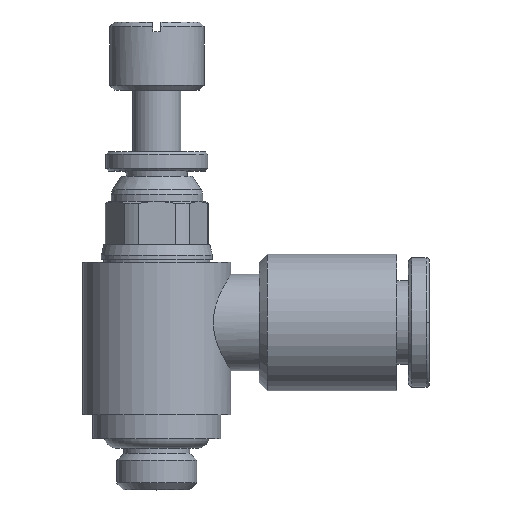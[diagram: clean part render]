
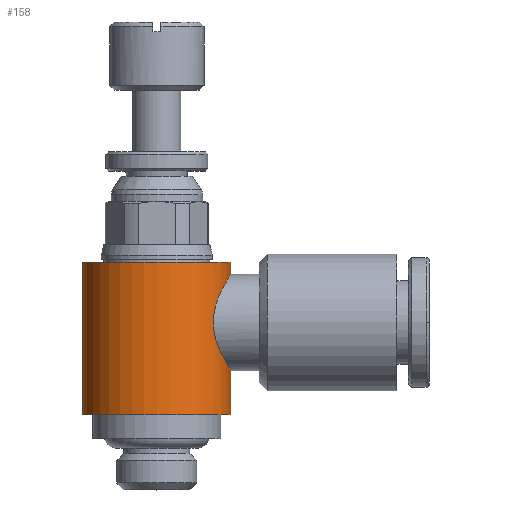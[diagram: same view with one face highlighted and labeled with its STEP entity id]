
A CAD part, top view. The second image highlights one B-rep face of the part: STEP entity #158.
In plain terms, the highlighted cylindrical face has radius 4.625 mm (diameter 9.25 mm), a partial arc.
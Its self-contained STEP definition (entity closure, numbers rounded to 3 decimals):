
#158=ADVANCED_FACE('',(#399),#400,.T.);
#399=FACE_OUTER_BOUND('',#644,.T.);
#400=CYLINDRICAL_SURFACE('',#645,4.625);
#644=EDGE_LOOP('',(#1510,#1511,#1512,#1513,#1514,#1515));
#645=AXIS2_PLACEMENT_3D('',#1516,#1517,#1518);
#1510=ORIENTED_EDGE('',*,*,#1541,.T.);
#1511=ORIENTED_EDGE('',*,*,#1623,.T.);
#1512=ORIENTED_EDGE('',*,*,#1545,.T.);
#1513=ORIENTED_EDGE('',*,*,#1799,.F.);
#1514=ORIENTED_EDGE('',*,*,#1543,.T.);
#1515=ORIENTED_EDGE('',*,*,#1800,.F.);
#1516=CARTESIAN_POINT('',(0.0,4.75,0.0));
#1517=DIRECTION('',(-0.0,1.0,0.0));
#1518=DIRECTION('',(1.0,0.0,0.0));
#1541=EDGE_CURVE('',#1815,#1816,#1817,.T.);
#1543=EDGE_CURVE('',#1820,#1818,#1821,.T.);
#1545=EDGE_CURVE('',#1824,#1822,#1825,.T.);
#1623=EDGE_CURVE('',#1816,#1824,#1966,.T.);
#1799=EDGE_CURVE('',#1820,#1822,#2235,.T.);
#1800=EDGE_CURVE('',#1815,#1818,#2236,.T.);
#1815=VERTEX_POINT('',#2251);
#1816=VERTEX_POINT('',#2252);
#1817=LINE('',#2253,#2254);
#1818=VERTEX_POINT('',#2255);
#1820=VERTEX_POINT('',#2257);
#1821=LINE('',#2258,#2259);
#1822=VERTEX_POINT('',#2260);
#1824=VERTEX_POINT('',#2262);
#1825=LINE('',#2263,#2264);
#1966=B_SPLINE_CURVE_WITH_KNOTS('',3,(#2492,#2493,#2494,#2495,#2496,#2497,#2498,#2499,#2500,#2501,#2502,#2503,#2504,#2505,#2506,#2507,#2508,#2509,#2510,#2511,#2512,#2513,#2514,#2515,#2516,#2517,#2518,#2519,#2520,#2521,#2522,#2523,#2524,#2525),.UNSPECIFIED.,.F.,.F.,(4,2,2,2,2,2,2,2,2,2,2,2,2,2,2,2,4),(4.695,5.279,5.863,6.447,7.031,7.621,8.211,8.8,9.39,9.98,10.569,11.159,11.749,12.333,12.917,13.501,14.085),.UNSPECIFIED.);
#2235=CIRCLE('',#3102,4.625);
#2236=CIRCLE('',#3103,4.625);
#2251=CARTESIAN_POINT('',(4.625,0.0,0.0));
#2252=CARTESIAN_POINT('',(4.625,2.75,0.));
#2253=CARTESIAN_POINT('',(4.625,4.75,0.));
#2254=VECTOR('',#3128,1.0);
#2255=CARTESIAN_POINT('',(-4.625,0.0,0.));
#2257=CARTESIAN_POINT('',(-4.625,9.5,0.));
#2258=CARTESIAN_POINT('',(-4.625,4.75,0.));
#2259=VECTOR('',#3132,1.0);
#2260=CARTESIAN_POINT('',(4.625,9.5,0.0));
#2262=CARTESIAN_POINT('',(4.625,8.75,0.));
#2263=CARTESIAN_POINT('',(4.625,4.75,0.));
#2264=VECTOR('',#3136,1.0);
#2492=CARTESIAN_POINT('',(4.625,2.75,0.));
#2493=CARTESIAN_POINT('',(4.625,2.75,0.195));
#2494=CARTESIAN_POINT('',(4.612,2.769,0.394));
#2495=CARTESIAN_POINT('',(4.562,2.848,0.787));
#2496=CARTESIAN_POINT('',(4.524,2.908,0.981));
#2497=CARTESIAN_POINT('',(4.428,3.063,1.349));
#2498=CARTESIAN_POINT('',(4.37,3.159,1.524));
#2499=CARTESIAN_POINT('',(4.244,3.377,1.845));
#2500=CARTESIAN_POINT('',(4.177,3.499,1.992));
#2501=CARTESIAN_POINT('',(4.042,3.759,2.252));
#2502=CARTESIAN_POINT('',(3.971,3.906,2.375));
#2503=CARTESIAN_POINT('',(3.832,4.228,2.592));
#2504=CARTESIAN_POINT('',(3.765,4.402,2.687));
#2505=CARTESIAN_POINT('',(3.65,4.768,2.842));
#2506=CARTESIAN_POINT('',(3.602,4.961,2.901));
#2507=CARTESIAN_POINT('',(3.537,5.353,2.98));
#2508=CARTESIAN_POINT('',(3.52,5.553,3.0));
#2509=CARTESIAN_POINT('',(3.52,5.947,3.0));
#2510=CARTESIAN_POINT('',(3.537,6.147,2.98));
#2511=CARTESIAN_POINT('',(3.602,6.539,2.901));
#2512=CARTESIAN_POINT('',(3.65,6.732,2.842));
#2513=CARTESIAN_POINT('',(3.765,7.098,2.687));
#2514=CARTESIAN_POINT('',(3.832,7.272,2.592));
#2515=CARTESIAN_POINT('',(3.971,7.594,2.375));
#2516=CARTESIAN_POINT('',(4.042,7.741,2.252));
#2517=CARTESIAN_POINT('',(4.177,8.001,1.992));
#2518=CARTESIAN_POINT('',(4.244,8.123,1.845));
#2519=CARTESIAN_POINT('',(4.37,8.341,1.524));
#2520=CARTESIAN_POINT('',(4.428,8.437,1.349));
#2521=CARTESIAN_POINT('',(4.524,8.592,0.981));
#2522=CARTESIAN_POINT('',(4.562,8.652,0.787));
#2523=CARTESIAN_POINT('',(4.612,8.731,0.394));
#2524=CARTESIAN_POINT('',(4.625,8.75,0.195));
#2525=CARTESIAN_POINT('',(4.625,8.75,0.));
#3102=AXIS2_PLACEMENT_3D('',#3633,#3634,#3635);
#3103=AXIS2_PLACEMENT_3D('',#3636,#3637,#3638);
#3128=DIRECTION('',(0.0,1.0,0.0));
#3132=DIRECTION('',(-0.0,-1.0,-0.0));
#3136=DIRECTION('',(0.0,1.0,0.0));
#3633=CARTESIAN_POINT('',(0.0,9.5,0.0));
#3634=DIRECTION('',(-0.0,1.0,0.0));
#3635=DIRECTION('',(1.0,0.0,0.0));
#3636=CARTESIAN_POINT('',(0.0,0.0,0.0));
#3637=DIRECTION('',(0.0,-1.0,0.0));
#3638=DIRECTION('',(1.0,0.0,0.0));
